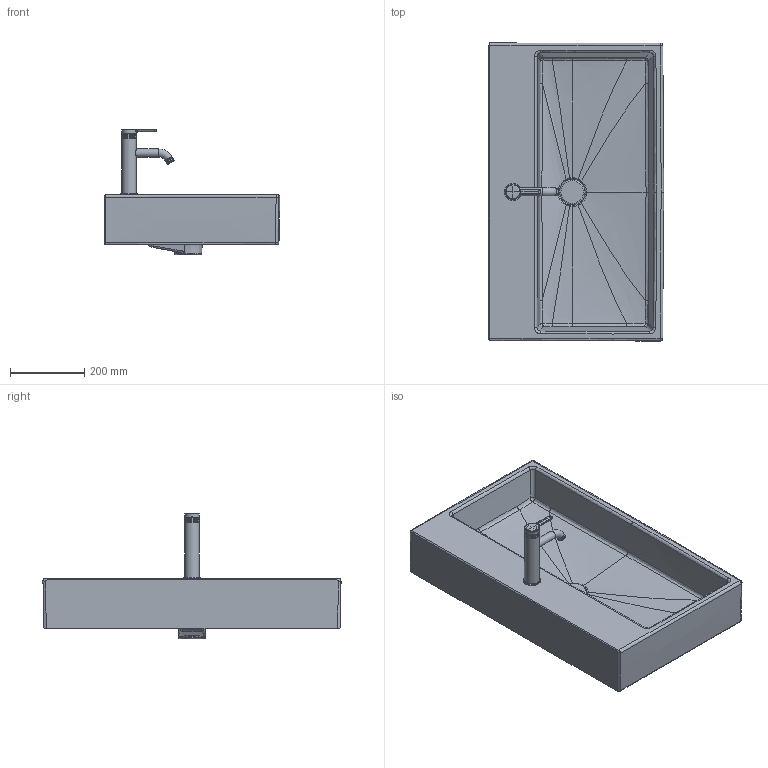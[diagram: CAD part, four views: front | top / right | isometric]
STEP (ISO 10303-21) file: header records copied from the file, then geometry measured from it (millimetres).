
FILE_DESCRIPTION((''),'2;1');
FILE_NAME('235080.stp','2017-07-04T21:32:45',('Administrator'),(''),'Autodesk Inventor 2011','Autodesk Inventor 2011','');
FILE_SCHEMA(('CONFIG_CONTROL_DESIGN'));
Length unit declared in the file: millimetre
Products named in the file (10): 235080; Kelch_Stopfen VERO AIR Bgr; Armatur C1 WT; 509115_ASM; 615832; 615833; 636748; 615729; 615737
Assembly tree (9 placements, depth 4):
  235080
    235080
    Kelch_Stopfen VERO AIR Bgr
    Armatur C1 WT
      509115_ASM
        615832
        615833
      636748
      615729
      615737
Bounding box: 470.67 x 800.19 x 337.45 mm (x, y, z)
Volume: 17316026.7 mm3; surface area: 1478487.9 mm2
Topology: 8 solids, 11 shells, 494 faces, 1131 edges, 663 vertices
Faces by surface type: bspline 264, plane 91, cylinder 82, torus 21, cone 20, sphere 16
Full cylindrical faces by diameter (mm): 6 x1, 12 x2, 15 x2, 16 x1, 16.5 x2, 17.3 x1, 17.55 x1, 18.5 x2, 18.75 x1, 22 x2, 24 x1, 27.189 x1, 30.452 x1, 34 x1, 34.5 x1, 35 x1, 35.4 x1, 35.5 x1, 36.324 x1, 36.9 x4, 37.3 x1, 37.6 x1, 40 x2, 42.5 x1, 42.668 x1, 45.096 x1, 46 x1, 67.165 x1
Entity records: 48854 total; most frequent: CARTESIAN_POINT 38783, ORIENTED_EDGE 2082, DIRECTION 1512, EDGE_CURVE 1041, AXIS2_PLACEMENT_3D 671, VERTEX_POINT 648, EDGE_LOOP 593, FACE_OUTER_BOUND 494
